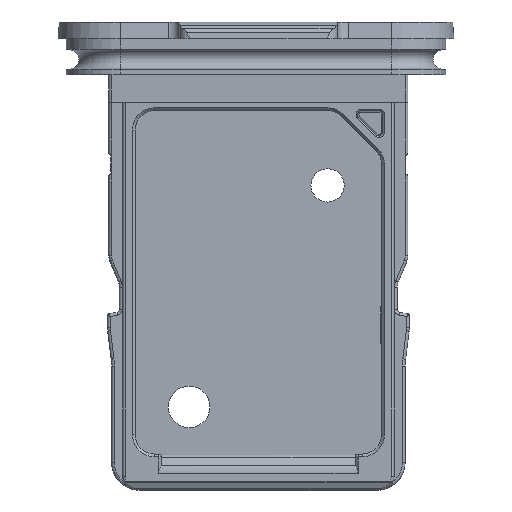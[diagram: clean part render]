
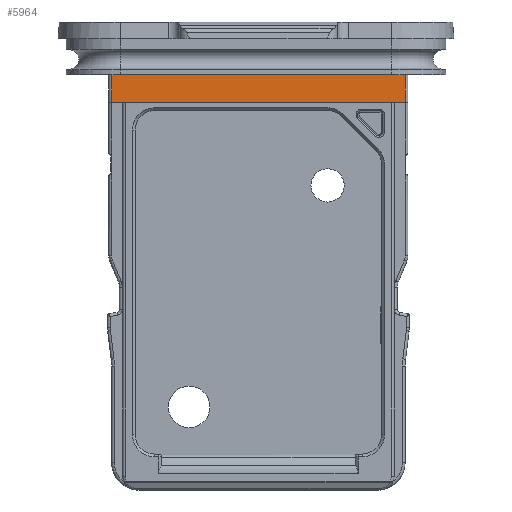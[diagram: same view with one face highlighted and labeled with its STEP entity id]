
A CAD part, front view. The second image highlights one B-rep face of the part: STEP entity #5964.
In plain terms, the highlighted planar face has unit normal (0, -1, 0).
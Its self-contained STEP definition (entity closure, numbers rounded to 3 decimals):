
#23 = LINE ( 'NONE', #6092, #11305 ) ;
#642 = FACE_OUTER_BOUND ( 'NONE', #9605, .T. ) ;
#852 = CARTESIAN_POINT ( 'NONE',  ( 5.3, 0.14, 1.02 ) ) ;
#1421 = VECTOR ( 'NONE', #15628, 1000. ) ;
#1425 = ORIENTED_EDGE ( 'NONE', *, *, #19564, .T. ) ;
#1743 = AXIS2_PLACEMENT_3D ( 'NONE', #11539, #5162, #16342 ) ;
#3793 = EDGE_CURVE ( 'NONE', #20525, #18976, #23, .T. ) ;
#3867 = CARTESIAN_POINT ( 'NONE',  ( -5.3, 0.14, 1.02 ) ) ;
#4640 = CARTESIAN_POINT ( 'NONE',  ( 5.3, 0.14, 0.02 ) ) ;
#5162 = DIRECTION ( 'NONE',  ( 0., -1., 0. ) ) ;
#5688 = LINE ( 'NONE', #14025, #1421 ) ;
#5964 = ADVANCED_FACE ( 'NONE', ( #642 ), #19498, .T. ) ;
#6073 = ORIENTED_EDGE ( 'NONE', *, *, #3793, .T. ) ;
#6092 = CARTESIAN_POINT ( 'NONE',  ( -5.3, 0.14, 1.02 ) ) ;
#6340 = CARTESIAN_POINT ( 'NONE',  ( 5.3, 0.14, 1.02 ) ) ;
#6648 = VECTOR ( 'NONE', #7361, 1000. ) ;
#7361 = DIRECTION ( 'NONE',  ( 0., 0., 1. ) ) ;
#7610 = VECTOR ( 'NONE', #17506, 1000. ) ;
#9605 = EDGE_LOOP ( 'NONE', ( #12660, #6073, #20123, #1425 ) ) ;
#10461 = VERTEX_POINT ( 'NONE', #852 ) ;
#10885 = LINE ( 'NONE', #20046, #6648 ) ;
#11258 = EDGE_CURVE ( 'NONE', #18976, #15754, #5688, .T. ) ;
#11305 = VECTOR ( 'NONE', #15649, 1000. ) ;
#11539 = CARTESIAN_POINT ( 'NONE',  ( -5.4, 0.14, 0.02 ) ) ;
#12660 = ORIENTED_EDGE ( 'NONE', *, *, #13300, .T. ) ;
#13300 = EDGE_CURVE ( 'NONE', #10461, #20525, #15600, .T. ) ;
#14025 = CARTESIAN_POINT ( 'NONE',  ( -5.3, 0.14, 0.02 ) ) ;
#15345 = CARTESIAN_POINT ( 'NONE',  ( -5.3, 0.14, 0.02 ) ) ;
#15600 = LINE ( 'NONE', #6340, #7610 ) ;
#15628 = DIRECTION ( 'NONE',  ( 1., 0., 0. ) ) ;
#15649 = DIRECTION ( 'NONE',  ( 0., 0., -1. ) ) ;
#15754 = VERTEX_POINT ( 'NONE', #4640 ) ;
#16342 = DIRECTION ( 'NONE',  ( 0., 0., -1. ) ) ;
#17506 = DIRECTION ( 'NONE',  ( -1., 0., 0. ) ) ;
#18976 = VERTEX_POINT ( 'NONE', #15345 ) ;
#19498 = PLANE ( 'NONE',  #1743 ) ;
#19564 = EDGE_CURVE ( 'NONE', #15754, #10461, #10885, .T. ) ;
#20046 = CARTESIAN_POINT ( 'NONE',  ( 5.3, 0.14, 0.02 ) ) ;
#20123 = ORIENTED_EDGE ( 'NONE', *, *, #11258, .T. ) ;
#20525 = VERTEX_POINT ( 'NONE', #3867 ) ;
